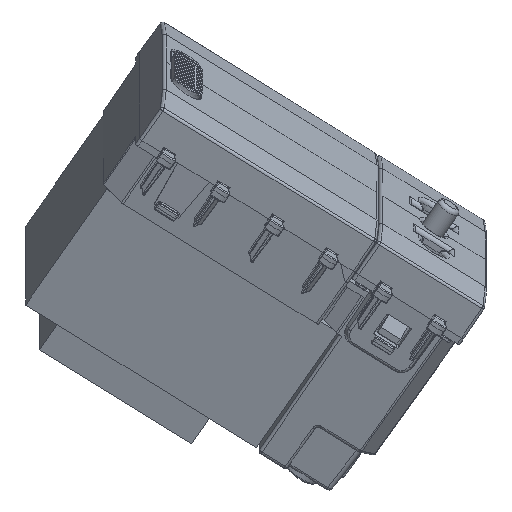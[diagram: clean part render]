
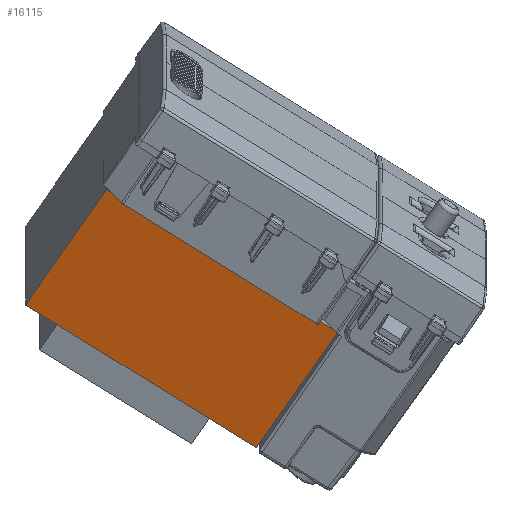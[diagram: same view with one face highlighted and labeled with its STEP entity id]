
A CAD part, front view. The second image highlights one B-rep face of the part: STEP entity #16115.
In plain terms, the highlighted face is planar.
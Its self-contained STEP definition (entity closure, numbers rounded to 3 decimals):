
#15756=CARTESIAN_POINT('Vertex',(-20.,24.,25.6)) ;
#15761=CARTESIAN_POINT('Line Origine',(-20.,0.,25.6)) ;
#15765=CARTESIAN_POINT('Vertex',(-20.,-24.,25.6)) ;
#16073=CARTESIAN_POINT('Line Origine',(-20.,-24.,12.8)) ;
#16077=CARTESIAN_POINT('Vertex',(-20.,-24.,0.)) ;
#16092=CARTESIAN_POINT('Axis2P3D Location',(-20.,0.,0.)) ;
#16097=CARTESIAN_POINT('Line Origine',(-20.,24.,12.8)) ;
#16101=CARTESIAN_POINT('Vertex',(-20.,24.,0.)) ;
#16104=CARTESIAN_POINT('Line Origine',(-20.,0.,0.)) ;
#15762=DIRECTION('Vector Direction',(0.,1.,0.)) ;
#16074=DIRECTION('Vector Direction',(0.,0.,1.)) ;
#16093=DIRECTION('Axis2P3D Direction',(1.,0.,0.)) ;
#16094=DIRECTION('Axis2P3D XDirection',(0.,1.,0.)) ;
#16098=DIRECTION('Vector Direction',(0.,0.,1.)) ;
#16105=DIRECTION('Vector Direction',(0.,1.,0.)) ;
#16095=AXIS2_PLACEMENT_3D('Plane Axis2P3D',#16092,#16093,#16094) ;
#16110=ORIENTED_EDGE('',*,*,#16103,.F.) ;
#16111=ORIENTED_EDGE('',*,*,#16108,.F.) ;
#16112=ORIENTED_EDGE('',*,*,#16079,.T.) ;
#16113=ORIENTED_EDGE('',*,*,#15767,.T.) ;
#15763=VECTOR('Line Direction',#15762,1.) ;
#16075=VECTOR('Line Direction',#16074,1.) ;
#16099=VECTOR('Line Direction',#16098,1.) ;
#16106=VECTOR('Line Direction',#16105,1.) ;
#16115=ADVANCED_FACE('PartBody',(#16114),#16096,.F.) ;
#15767=EDGE_CURVE('',#15766,#15757,#15764,.T.) ;
#16079=EDGE_CURVE('',#16078,#15766,#16076,.T.) ;
#16103=EDGE_CURVE('',#16102,#15757,#16100,.T.) ;
#16108=EDGE_CURVE('',#16078,#16102,#16107,.T.) ;
#16109=EDGE_LOOP('',(#16110,#16111,#16112,#16113)) ;
#16114=FACE_OUTER_BOUND('',#16109,.T.) ;
#15764=LINE('Line',#15761,#15763) ;
#16076=LINE('Line',#16073,#16075) ;
#16100=LINE('Line',#16097,#16099) ;
#16107=LINE('Line',#16104,#16106) ;
#16096=PLANE('',#16095) ;
#15757=VERTEX_POINT('',#15756) ;
#15766=VERTEX_POINT('',#15765) ;
#16078=VERTEX_POINT('',#16077) ;
#16102=VERTEX_POINT('',#16101) ;
